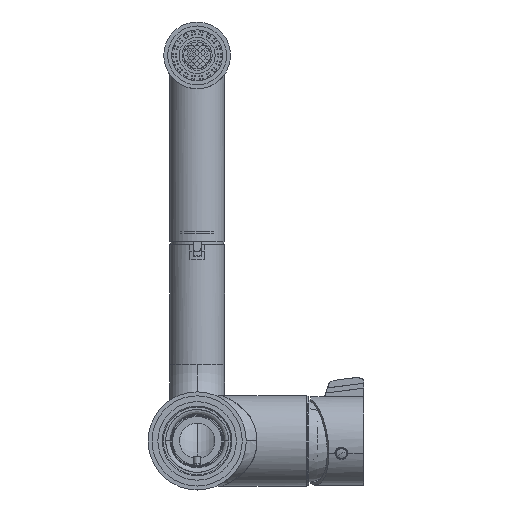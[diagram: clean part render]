
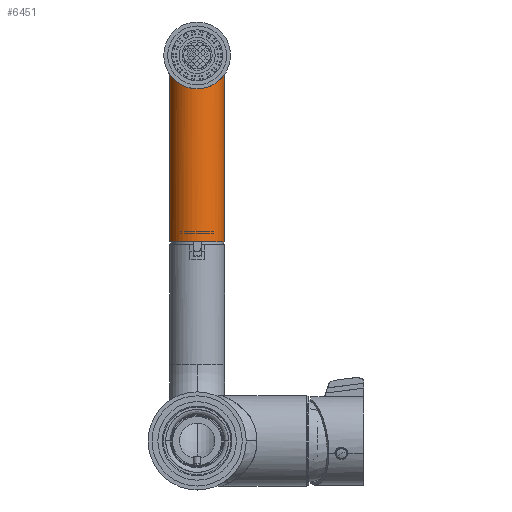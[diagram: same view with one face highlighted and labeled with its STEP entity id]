
A CAD part, front view. The second image highlights one B-rep face of the part: STEP entity #6451.
In plain terms, the highlighted cylindrical face has radius 14 mm (diameter 28 mm), a partial arc.
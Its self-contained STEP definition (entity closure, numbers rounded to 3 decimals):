
#1245 = CARTESIAN_POINT ( 'NONE',  ( -14., 287.011, 186.856 ) ) ;
#1368 = CARTESIAN_POINT ( 'NONE',  ( 9.367, 277.586, 182.308 ) ) ;
#1485 = CARTESIAN_POINT ( 'NONE',  ( 13.798, 285.582, 186.568 ) ) ;
#1590 = CARTESIAN_POINT ( 'NONE',  ( -4.75, 274.822, 180.17 ) ) ;
#1718 = CARTESIAN_POINT ( 'NONE',  ( 14., 287.756, 186.856 ) ) ;
#3424 = DIRECTION ( 'NONE',  ( 0., 0., -1. ) ) ;
#3978 = DIRECTION ( 'NONE',  ( -1., 0., 0. ) ) ;
#4078 = CARTESIAN_POINT ( 'NONE',  ( -8.728, 277.017, 181.888 ) ) ;
#4446 = CARTESIAN_POINT ( 'NONE',  ( 0.461, 273.999, 179.499 ) ) ;
#4572 = CARTESIAN_POINT ( 'NONE',  ( 7.232, 275.979, 181.092 ) ) ;
#6375 = VERTEX_POINT ( 'NONE', #32023 ) ;
#6451 = ADVANCED_FACE ( 'NONE', ( #15738 ), #31319, .T. ) ;
#6878 = CARTESIAN_POINT ( 'NONE',  ( 14., 288., 186.856 ) ) ;
#6945 = CARTESIAN_POINT ( 'NONE',  ( 3.816, 274.496, 179.906 ) ) ;
#7311 = CARTESIAN_POINT ( 'NONE',  ( 1.913, 274.123, 179.601 ) ) ;
#7515 = VERTEX_POINT ( 'NONE', #20610 ) ;
#7963 = DIRECTION ( 'NONE',  ( 0., 0., -1. ) ) ;
#9190 = VERTEX_POINT ( 'NONE', #14496 ) ;
#9680 = CARTESIAN_POINT ( 'NONE',  ( -12.709, 282.111, 185.206 ) ) ;
#9767 = ORIENTED_EDGE ( 'NONE', *, *, #26472, .F. ) ;
#9804 = CARTESIAN_POINT ( 'NONE',  ( 12.114, 280.928, 184.554 ) ) ;
#10040 = CARTESIAN_POINT ( 'NONE',  ( -11.875, 280.572, 184.33 ) ) ;
#10168 = CARTESIAN_POINT ( 'NONE',  ( 11.144, 279.481, 183.645 ) ) ;
#10426 = CARTESIAN_POINT ( 'NONE',  ( -14., 288., 201.5 ) ) ;
#11011 = B_SPLINE_CURVE_WITH_KNOTS ( 'NONE', 3,
 ( #15710, #1245, #35544, #18548, #26625, #24125, #35181, #9680, #15339, #27000, #10040, #12862, #15467, #21036, #4078, #23879, #32366, #29882, #1590, #32726, #12740, #12605, #21400, #15835, #35426, #4446, #24253, #7311, #27126, #6945, #18424, #24382, #4572, #29506, #24006, #1368, #12491, #26753, #10168, #9804, #29999, #29640, #32487, #32601, #12985, #1485, #21156, #32850, #29762, #35292, #1718, #35659 ),
 .UNSPECIFIED., .F., .F.,
 ( 4, 2, 2, 2, 2, 2, 2, 2, 2, 2, 2, 2, 2, 2, 2, 2, 2, 2, 2, 2, 2, 2, 2, 2, 2, 4 ),
 ( 0., 0.003, 0.004, 0.006, 0.007, 0.009, 0.012, 0.015, 0.018, 0.019, 0.02, 0.022, 0.023, 0.025, 0.026, 0.029, 0.032, 0.034, 0.035, 0.038, 0.041, 0.042, 0.044, 0.045, 0.046, 0.047 ),
 .UNSPECIFIED. ) ;
#11807 = ORIENTED_EDGE ( 'NONE', *, *, #25045, .T. ) ;
#12491 = CARTESIAN_POINT ( 'NONE',  ( 9.687, 277.884, 182.525 ) ) ;
#12605 = CARTESIAN_POINT ( 'NONE',  ( -2.452, 274.208, 179.671 ) ) ;
#12740 = CARTESIAN_POINT ( 'NONE',  ( -3.391, 274.408, 179.835 ) ) ;
#12862 = CARTESIAN_POINT ( 'NONE',  ( -11.156, 279.498, 183.656 ) ) ;
#12985 = CARTESIAN_POINT ( 'NONE',  ( 13.604, 284.661, 186.304 ) ) ;
#14496 = CARTESIAN_POINT ( 'NONE',  ( -14., 288., 101.5 ) ) ;
#15331 = EDGE_LOOP ( 'NONE', ( #19635, #9767, #11807, #31187 ) ) ;
#15339 = CARTESIAN_POINT ( 'NONE',  ( -12.517, 281.714, 184.993 ) ) ;
#15467 = CARTESIAN_POINT ( 'NONE',  ( -10.617, 278.833, 183.202 ) ) ;
#15710 = CARTESIAN_POINT ( 'NONE',  ( -14., 288., 186.856 ) ) ;
#15738 = FACE_OUTER_BOUND ( 'NONE', #15331, .T. ) ;
#15835 = CARTESIAN_POINT ( 'NONE',  ( -0.996, 274.027, 179.522 ) ) ;
#16113 = DIRECTION ( 'NONE',  ( 0., 0., -1. ) ) ;
#17647 = AXIS2_PLACEMENT_3D ( 'NONE', #27040, #16113, #32998 ) ;
#18424 = CARTESIAN_POINT ( 'NONE',  ( 4.717, 274.785, 180.142 ) ) ;
#18548 = CARTESIAN_POINT ( 'NONE',  ( -13.605, 284.663, 186.305 ) ) ;
#19635 = ORIENTED_EDGE ( 'NONE', *, *, #35523, .F. ) ;
#20610 = CARTESIAN_POINT ( 'NONE',  ( 14., 288., 101.5 ) ) ;
#21036 = CARTESIAN_POINT ( 'NONE',  ( -9.406, 277.595, 182.32 ) ) ;
#21156 = CARTESIAN_POINT ( 'NONE',  ( 13.872, 286.052, 186.673 ) ) ;
#21400 = CARTESIAN_POINT ( 'NONE',  ( -1.97, 274.131, 179.607 ) ) ;
#23879 = CARTESIAN_POINT ( 'NONE',  ( -7.265, 275.999, 181.108 ) ) ;
#23988 = LINE ( 'NONE', #28505, #33791 ) ;
#24006 = CARTESIAN_POINT ( 'NONE',  ( 8.691, 277.015, 181.884 ) ) ;
#24125 = CARTESIAN_POINT ( 'NONE',  ( -13.212, 283.347, 185.8 ) ) ;
#24253 = CARTESIAN_POINT ( 'NONE',  ( 0.946, 274.024, 179.519 ) ) ;
#24382 = CARTESIAN_POINT ( 'NONE',  ( 6.437, 275.532, 180.74 ) ) ;
#24525 = VECTOR ( 'NONE', #7963, 1000. ) ;
#25045 = EDGE_CURVE ( 'NONE', #6375, #9190, #32102, .T. ) ;
#26400 = CARTESIAN_POINT ( 'NONE',  ( 0., 288., 201.5 ) ) ;
#26472 = EDGE_CURVE ( 'NONE', #6375, #30993, #11011, .T. ) ;
#26625 = CARTESIAN_POINT ( 'NONE',  ( -13.486, 284.214, 186.147 ) ) ;
#26753 = CARTESIAN_POINT ( 'NONE',  ( 10.6, 278.813, 183.188 ) ) ;
#27000 = CARTESIAN_POINT ( 'NONE',  ( -12.099, 280.943, 184.554 ) ) ;
#27040 = CARTESIAN_POINT ( 'NONE',  ( 0., 288., 101.5 ) ) ;
#27126 = CARTESIAN_POINT ( 'NONE',  ( 2.399, 274.199, 179.663 ) ) ;
#27472 = EDGE_CURVE ( 'NONE', #7515, #9190, #31170, .T. ) ;
#28505 = CARTESIAN_POINT ( 'NONE',  ( 14., 288., 201.5 ) ) ;
#29304 = DIRECTION ( 'NONE',  ( 0., 0., -1. ) ) ;
#29506 = CARTESIAN_POINT ( 'NONE',  ( 8.336, 276.743, 181.678 ) ) ;
#29640 = CARTESIAN_POINT ( 'NONE',  ( 13.051, 282.914, 185.603 ) ) ;
#29762 = CARTESIAN_POINT ( 'NONE',  ( 13.968, 287.022, 186.81 ) ) ;
#29882 = CARTESIAN_POINT ( 'NONE',  ( -5.193, 274.99, 180.306 ) ) ;
#29999 = CARTESIAN_POINT ( 'NONE',  ( 12.53, 281.692, 184.998 ) ) ;
#30993 = VERTEX_POINT ( 'NONE', #6878 ) ;
#31170 = CIRCLE ( 'NONE', #17647, 14. ) ;
#31187 = ORIENTED_EDGE ( 'NONE', *, *, #27472, .F. ) ;
#31319 = CYLINDRICAL_SURFACE ( 'NONE', #33095, 14. ) ;
#32023 = CARTESIAN_POINT ( 'NONE',  ( -14., 288., 186.856 ) ) ;
#32102 = LINE ( 'NONE', #10426, #24525 ) ;
#32366 = CARTESIAN_POINT ( 'NONE',  ( -6.477, 275.553, 180.756 ) ) ;
#32487 = CARTESIAN_POINT ( 'NONE',  ( 13.208, 283.334, 185.794 ) ) ;
#32601 = CARTESIAN_POINT ( 'NONE',  ( 13.484, 284.208, 186.145 ) ) ;
#32726 = CARTESIAN_POINT ( 'NONE',  ( -3.85, 274.532, 179.935 ) ) ;
#32850 = CARTESIAN_POINT ( 'NONE',  ( 13.949, 286.776, 186.782 ) ) ;
#32998 = DIRECTION ( 'NONE',  ( -1., 0., 0. ) ) ;
#33095 = AXIS2_PLACEMENT_3D ( 'NONE', #26400, #29304, #3978 ) ;
#33791 = VECTOR ( 'NONE', #3424, 1000. ) ;
#35181 = CARTESIAN_POINT ( 'NONE',  ( -13.056, 282.927, 185.609 ) ) ;
#35292 = CARTESIAN_POINT ( 'NONE',  ( 13.994, 287.512, 186.847 ) ) ;
#35426 = CARTESIAN_POINT ( 'NONE',  ( -0.51, 274.001, 179.501 ) ) ;
#35523 = EDGE_CURVE ( 'NONE', #30993, #7515, #23988, .T. ) ;
#35544 = CARTESIAN_POINT ( 'NONE',  ( -13.897, 286.056, 186.703 ) ) ;
#35659 = CARTESIAN_POINT ( 'NONE',  ( 14., 288., 186.856 ) ) ;
